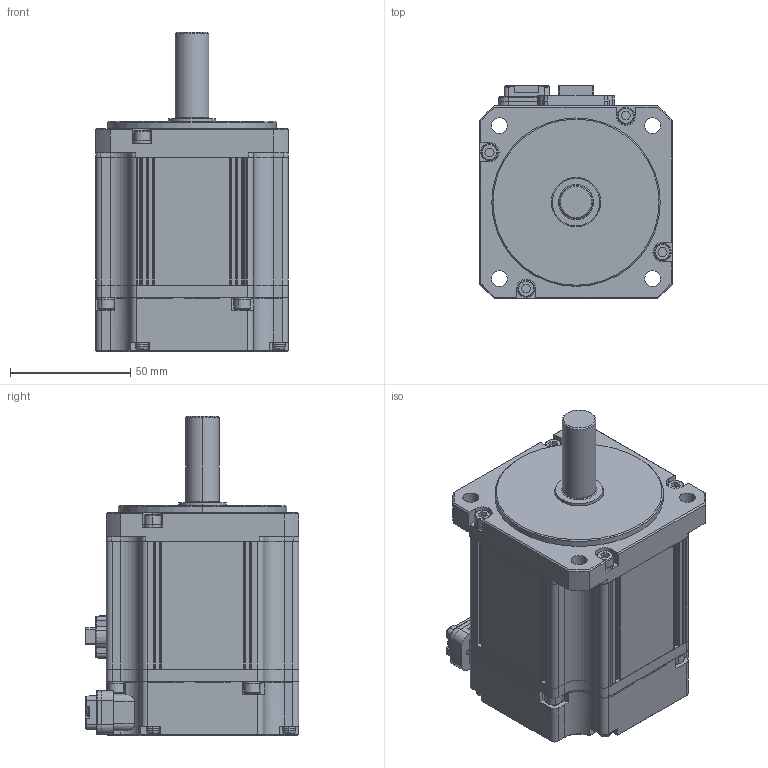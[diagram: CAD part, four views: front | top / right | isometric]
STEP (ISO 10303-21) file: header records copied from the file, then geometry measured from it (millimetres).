
FILE_DESCRIPTION (( 'STEP AP214' ), '1' );
FILE_NAME ('SLM08GA042G01_Out Line(APMC-FCL04AYN, FCL03DYN).STEP', '2019-07-26T07:05:14', ( '' ), ( '' ), 'SwSTEP 2.0', 'SolidWorks 2011', '' );
FILE_SCHEMA (( 'AUTOMOTIVE_DESIGN' ));
Length unit declared in the file: millimetre
Products named in the file (1): SLM08GA042G01_Out Line(APMC-FCL04AYN, FCL03DYN)
Bounding box: 80 x 88.7 x 132.7 mm (x, y, z)
Volume: 540581.3 mm3; surface area: 105124.4 mm2
Topology: 44 solids, 44 shells, 1864 faces, 4897 edges, 3192 vertices
Faces by surface type: plane 1208, cylinder 468, bspline 101, cone 67, torus 20
Entity records: 82280 total; most frequent: CARTESIAN_POINT 15402, ORIENTED_EDGE 9790, DIRECTION 9034, EDGE_CURVE 4895, LINE 3434, VECTOR 3434, VERTEX_POINT 3192, AXIS2_PLACEMENT_3D 2800
